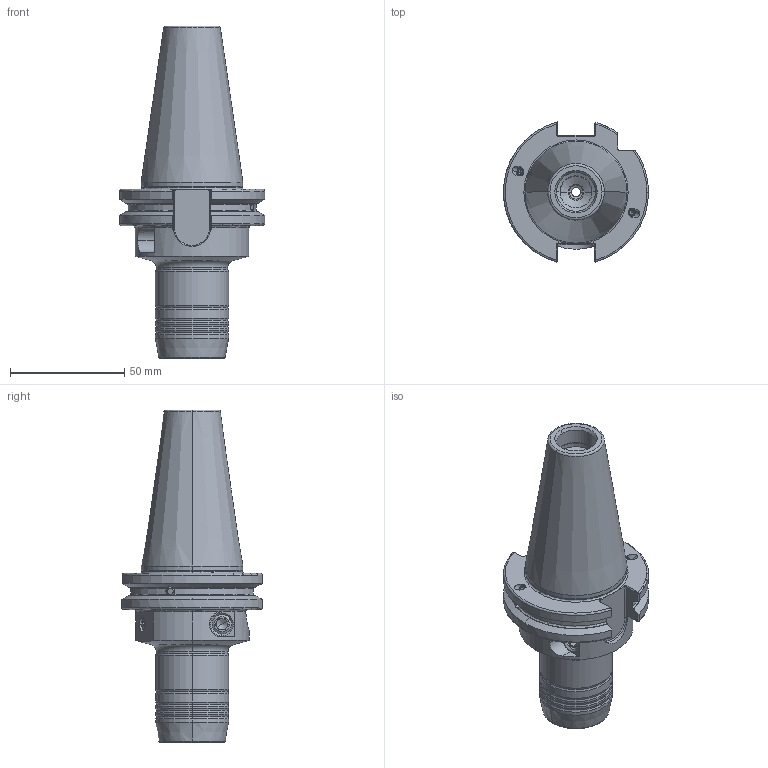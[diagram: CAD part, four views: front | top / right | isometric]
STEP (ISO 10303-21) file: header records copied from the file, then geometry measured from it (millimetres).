
FILE_DESCRIPTION (( 'STEP AP214' ), '1' );
FILE_NAME ('77.402.012 x77_step.STEP', '2020-02-06T09:42:53', ( '' ), ( '' ), 'SwSTEP 2.0', 'SolidWorks 2018', '' );
FILE_SCHEMA (( 'AUTOMOTIVE_DESIGN' ));
Length unit declared in the file: millimetre
Products named in the file (1): 77.402.012 x77_step
Bounding box: 63.5 x 61.28 x 145.25 mm (x, y, z)
Volume: 154753.5 mm3; surface area: 42683.6 mm2
Topology: 13 solids, 13 shells, 548 faces, 1295 edges, 772 vertices
Faces by surface type: cylinder 168, cone 141, plane 129, torus 88, bspline 18, sphere 4
Entity records: 25188 total; most frequent: CARTESIAN_POINT 6564, DIRECTION 2725, ORIENTED_EDGE 2540, EDGE_CURVE 1270, AXIS2_PLACEMENT_3D 1130, VERTEX_POINT 764, CIRCLE 599, EDGE_LOOP 588
